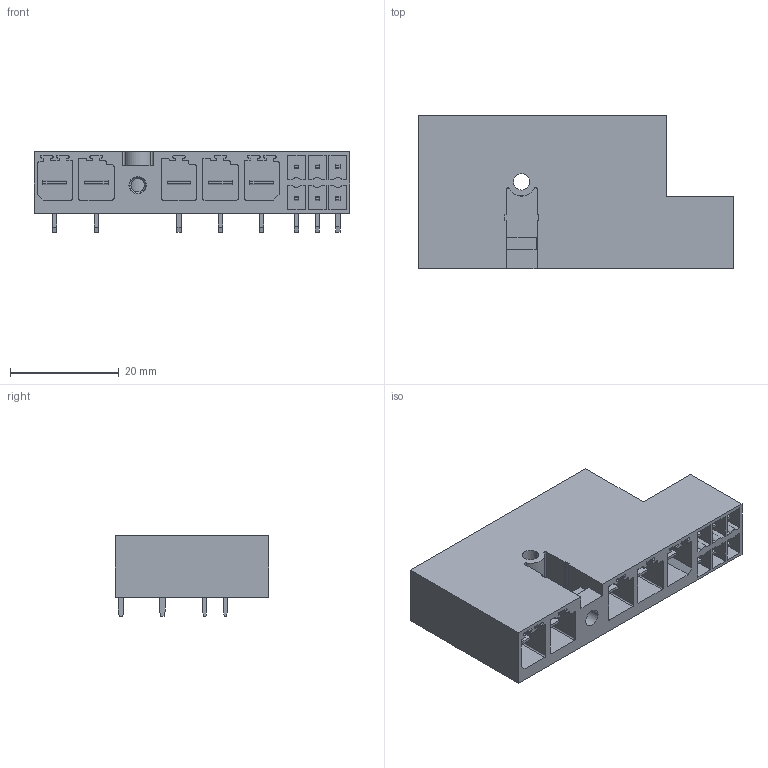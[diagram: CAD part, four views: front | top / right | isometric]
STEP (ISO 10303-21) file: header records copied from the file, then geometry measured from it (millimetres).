
FILE_DESCRIPTION(('CATIA V5 STEP Exchange','CAx-IF Rec.Pracs.--- Model Styling and Organization---1.2---2011-12-15'),'2;1');
FILE_NAME ('D1449491_0', '2018-11-30T13:09:49+00:00', ('none'), ('Weidmueller'), 'CATIA Version 5-6 Release 2014', 'CATIA V5 STEP AP214', 'none');
FILE_SCHEMA(('AUTOMOTIVE_DESIGN { 1 0 10303 214 1 1 1 1 }'));
Length unit declared in the file: millimetre
Products named in the file (1): 1157010000
Bounding box: 58.12 x 28.3 x 14.9 mm (x, y, z)
Volume: 11798.3 mm3; surface area: 11294 mm2
Topology: 13 solids, 13 shells, 575 faces, 1607 edges, 1064 vertices
Faces by surface type: plane 494, cylinder 79, cone 2
Entity records: 15179 total; most frequent: ORIENTED_EDGE 3214, CARTESIAN_POINT 2530, DIRECTION 1858, EDGE_CURVE 1392, VECTOR 1252, LINE 1252, VERTEX_POINT 904, EDGE_LOOP 619
